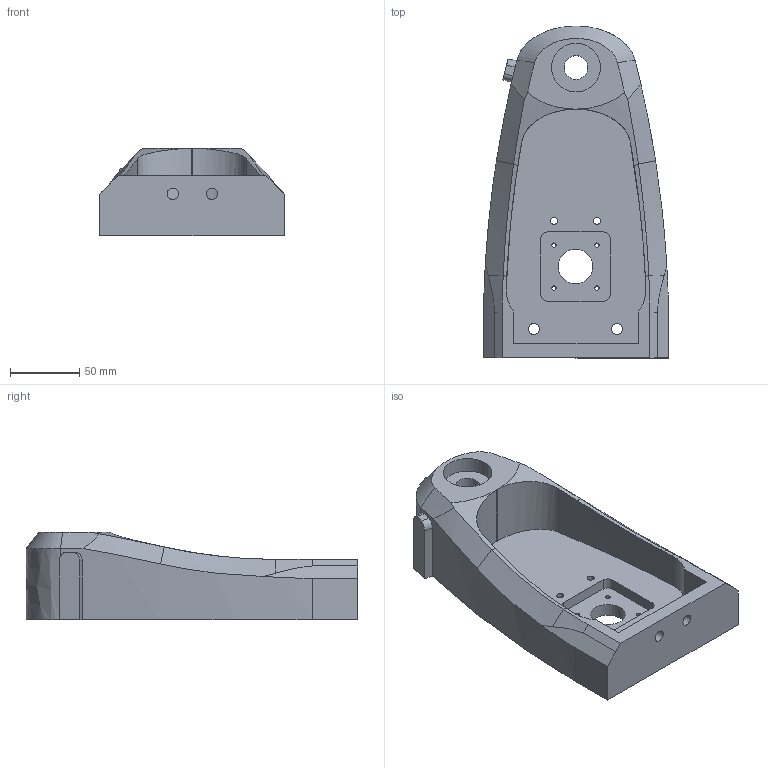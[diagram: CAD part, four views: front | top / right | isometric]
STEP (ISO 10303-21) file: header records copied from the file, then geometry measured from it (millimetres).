
FILE_DESCRIPTION(/* description */ ('STEP AP214'),/* implementation_level */ '2;1');
FILE_NAME(/* name */ '6570e85648fc2760bbd3af84',/* time_stamp */ '2023-12-06T21:32:06Z',/* author */ (''),/* organization */ (''),/* preprocessor_version */ 'ST-DEVELOPER v19.4',/* originating_system */ ' ',/* authorisation */ ' ');
FILE_SCHEMA (('AUTOMOTIVE_DESIGN {1 0 10303 214 3 1 1}'));
Length unit declared in the file: metre
Products named in the file (1): link1 top v2
Bounding box: 133.44 x 239.43 x 62.9 mm (x, y, z)
Volume: 826648 mm3; surface area: 107340.9 mm2
Topology: 1 solids, 1 shells, 76 faces, 193 edges, 126 vertices
Faces by surface type: plane 29, cylinder 27, bspline 20
Full cylindrical faces by diameter (mm): 3.1 x4, 5.1 x2, 6 x4, 8.1 x4, 17 x1, 25 x1, 35.2 x2
Entity records: 2627 total; most frequent: CARTESIAN_POINT 831, ORIENTED_EDGE 348, DIRECTION 340, EDGE_CURVE 174, AXIS2_PLACEMENT_3D 135, VERTEX_POINT 125, EDGE_LOOP 125, FACE_BOUND 125
